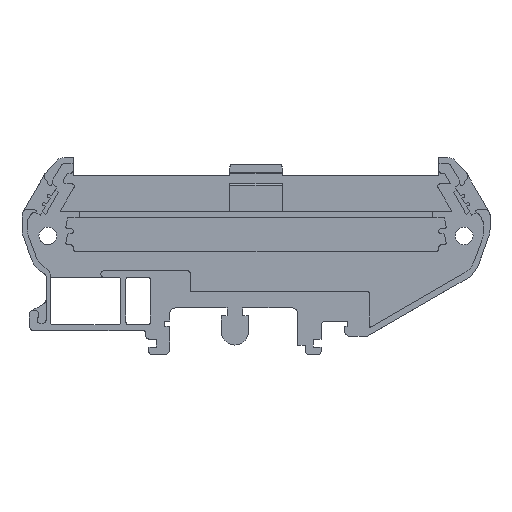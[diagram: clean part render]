
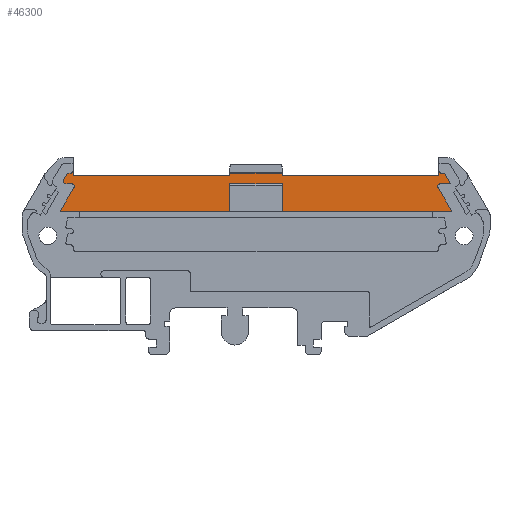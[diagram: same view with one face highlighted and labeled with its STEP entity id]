
A CAD part, top view. The second image highlights one B-rep face of the part: STEP entity #46300.
In plain terms, the highlighted planar face has unit normal (0, 0, 1).
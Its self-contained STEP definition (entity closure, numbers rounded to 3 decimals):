
#9570=CARTESIAN_POINT('',(62.828,30.592,-9.));
#9580=VERTEX_POINT('',#9570);
#9610=CARTESIAN_POINT('',(62.828,0.,-9.));
#9620=DIRECTION('',(0.,-1.,0.));
#9630=VECTOR('',#9620,1.);
#9640=LINE('',#9610,#9630);
#9650=CARTESIAN_POINT('',(62.828,29.692,-9.));
#9660=VERTEX_POINT('',#9650);
#9670=EDGE_CURVE('',#9580,#9660,#9640,.T.);
#23360=CARTESIAN_POINT('',(0.,29.692,-9.));
#23370=DIRECTION('',(-1.,0.,0.));
#23380=VECTOR('',#23370,1.);
#23390=LINE('',#23360,#23380);
#23400=CARTESIAN_POINT('',(32.828,29.692,-9.));
#23410=VERTEX_POINT('',#23400);
#23420=EDGE_CURVE('',#9660,#23410,#23390,.T.);
#27710=CARTESIAN_POINT('',(22.828,30.092,-9.));
#27720=VERTEX_POINT('',#27710);
#27750=CARTESIAN_POINT('',(22.828,0.,-9.));
#27760=DIRECTION('',(0.,1.,0.));
#27770=VECTOR('',#27760,1.);
#27780=LINE('',#27750,#27770);
#27790=CARTESIAN_POINT('',(22.828,29.692,-9.));
#27800=VERTEX_POINT('',#27790);
#27810=EDGE_CURVE('',#27800,#27720,#27780,.T.);
#29250=CARTESIAN_POINT('',(32.828,0.,-9.));
#29260=DIRECTION('',(0.,1.,0.));
#29270=VECTOR('',#29260,1.);
#29280=LINE('',#29250,#29270);
#29290=CARTESIAN_POINT('',(32.828,30.092,-9.));
#29300=VERTEX_POINT('',#29290);
#29310=EDGE_CURVE('',#23410,#29300,#29280,.T.);
#30390=CARTESIAN_POINT('',(0.,29.692,-9.));
#30400=DIRECTION('',(-1.,0.,0.));
#30410=VECTOR('',#30400,1.);
#30420=LINE('',#30390,#30410);
#30430=CARTESIAN_POINT('',(-7.172,29.692,-9.));
#30440=VERTEX_POINT('',#30430);
#30450=EDGE_CURVE('',#27800,#30440,#30420,.T.);
#31690=CARTESIAN_POINT('',(-7.172,0.,-9.));
#31700=DIRECTION('',(0.,1.,0.));
#31710=VECTOR('',#31700,1.);
#31720=LINE('',#31690,#31710);
#31730=CARTESIAN_POINT('',(-7.172,30.592,-9.));
#31740=VERTEX_POINT('',#31730);
#31750=EDGE_CURVE('',#30440,#31740,#31720,.T.);
#44470=CARTESIAN_POINT('',(31.698,6.708,-9.));
#44480=DIRECTION('',(0.,0.,-1.));
#44490=DIRECTION('',(-1.,0.,0.));
#44500=AXIS2_PLACEMENT_3D('',#44470,#44480,#44490);
#44510=PLANE('',#44500);
#44520=CARTESIAN_POINT('',(-22.838,0.,-9.));
#44530=DIRECTION('',(0.5,0.866,0.));
#44540=VECTOR('',#44530,1.);
#44550=LINE('',#44520,#44540);
#44560=CARTESIAN_POINT('',(-9.679,22.792,-9.));
#44570=VERTEX_POINT('',#44560);
#44580=CARTESIAN_POINT('',(-7.052,27.342,-9.));
#44590=VERTEX_POINT('',#44580);
#44600=EDGE_CURVE('',#44570,#44590,#44550,.T.);
#44610=ORIENTED_EDGE('',*,*,#44600,.F.);
#44620=CARTESIAN_POINT('',(-7.485,27.592,-9.));
#44630=DIRECTION('',(0.,0.,-1.));
#44640=DIRECTION('',(-1.,0.,0.));
#44650=AXIS2_PLACEMENT_3D('',#44620,#44630,#44640);
#44660=CIRCLE('',#44650,0.5);
#44670=CARTESIAN_POINT('',(-6.985,27.592,-9.));
#44680=VERTEX_POINT('',#44670);
#44690=EDGE_CURVE('',#44680,#44590,#44660,.T.);
#44700=ORIENTED_EDGE('',*,*,#44690,.T.);
#44710=CARTESIAN_POINT('',(-7.485,28.092,-9.));
#44720=VERTEX_POINT('',#44710);
#44730=EDGE_CURVE('',#44720,#44680,#44660,.T.);
#44740=ORIENTED_EDGE('',*,*,#44730,.T.);
#44750=CARTESIAN_POINT('',(0.,28.092,-9.));
#44760=DIRECTION('',(-1.,0.,0.));
#44770=VECTOR('',#44760,1.);
#44780=LINE('',#44750,#44770);
#44790=CARTESIAN_POINT('',(-8.56,28.092,-9.));
#44800=VERTEX_POINT('',#44790);
#44810=EDGE_CURVE('',#44720,#44800,#44780,.T.);
#44820=ORIENTED_EDGE('',*,*,#44810,.F.);
#44830=CARTESIAN_POINT('',(-8.56,28.592,-9.));
#44840=DIRECTION('',(0.,0.,-1.));
#44850=DIRECTION('',(-1.,0.,0.));
#44860=AXIS2_PLACEMENT_3D('',#44830,#44840,#44850);
#44870=CIRCLE('',#44860,0.5);
#44880=CARTESIAN_POINT('',(-9.06,28.592,-9.));
#44890=VERTEX_POINT('',#44880);
#44900=EDGE_CURVE('',#44800,#44890,#44870,.T.);
#44910=ORIENTED_EDGE('',*,*,#44900,.F.);
#44920=CARTESIAN_POINT('',(-8.994,28.842,-9.));
#44930=VERTEX_POINT('',#44920);
#44940=EDGE_CURVE('',#44890,#44930,#44870,.T.);
#44950=ORIENTED_EDGE('',*,*,#44940,.F.);
#44960=CARTESIAN_POINT('',(-25.646,0.,-9.));
#44970=DIRECTION('',(-0.5,-0.866,0.));
#44980=VECTOR('',#44970,1.);
#44990=LINE('',#44960,#44980);
#45000=CARTESIAN_POINT('',(-8.416,29.842,-9.));
#45010=VERTEX_POINT('',#45000);
#45020=EDGE_CURVE('',#45010,#44930,#44990,.T.);
#45030=ORIENTED_EDGE('',*,*,#45020,.T.);
#45040=CARTESIAN_POINT('',(-7.983,29.592,-9.));
#45050=DIRECTION('',(0.,0.,-1.));
#45060=DIRECTION('',(-1.,0.,0.));
#45070=AXIS2_PLACEMENT_3D('',#45040,#45050,#45060);
#45080=CIRCLE('',#45070,0.5);
#45090=CARTESIAN_POINT('',(-7.983,30.092,-9.));
#45100=VERTEX_POINT('',#45090);
#45110=EDGE_CURVE('',#45010,#45100,#45080,.T.);
#45120=ORIENTED_EDGE('',*,*,#45110,.F.);
#45130=CARTESIAN_POINT('',(0.,30.092,-9.));
#45140=DIRECTION('',(-1.,0.,0.));
#45150=VECTOR('',#45140,1.);
#45160=LINE('',#45130,#45150);
#45170=CARTESIAN_POINT('',(-7.672,30.092,-9.));
#45180=VERTEX_POINT('',#45170);
#45190=EDGE_CURVE('',#45180,#45100,#45160,.T.);
#45200=ORIENTED_EDGE('',*,*,#45190,.T.);
#45210=CARTESIAN_POINT('',(-7.672,30.592,-9.));
#45220=DIRECTION('',(0.,0.,-1.));
#45230=DIRECTION('',(-1.,0.,0.));
#45240=AXIS2_PLACEMENT_3D('',#45210,#45220,#45230);
#45250=CIRCLE('',#45240,0.5);
#45260=EDGE_CURVE('',#31740,#45180,#45250,.T.);
#45270=ORIENTED_EDGE('',*,*,#45260,.T.);
#45280=ORIENTED_EDGE('',*,*,#31750,.T.);
#45290=ORIENTED_EDGE('',*,*,#30450,.T.);
#45300=ORIENTED_EDGE('',*,*,#27810,.F.);
#45310=CARTESIAN_POINT('',(0.,30.092,-9.));
#45320=DIRECTION('',(-1.,0.,0.));
#45330=VECTOR('',#45320,1.);
#45340=LINE('',#45310,#45330);
#45350=EDGE_CURVE('',#29300,#27720,#45340,.T.);
#45360=ORIENTED_EDGE('',*,*,#45350,.T.);
#45370=ORIENTED_EDGE('',*,*,#29310,.T.);
#45380=ORIENTED_EDGE('',*,*,#23420,.T.);
#45390=ORIENTED_EDGE('',*,*,#9670,.T.);
#45400=CARTESIAN_POINT('',(63.328,30.592,-9.));
#45410=DIRECTION('',(0.,0.,-1.));
#45420=DIRECTION('',(-1.,0.,0.));
#45430=AXIS2_PLACEMENT_3D('',#45400,#45410,#45420);
#45440=CIRCLE('',#45430,0.5);
#45450=CARTESIAN_POINT('',(63.328,30.092,-9.));
#45460=VERTEX_POINT('',#45450);
#45470=EDGE_CURVE('',#45460,#9580,#45440,.T.);
#45480=ORIENTED_EDGE('',*,*,#45470,.T.);
#45490=CARTESIAN_POINT('',(0.,30.092,-9.));
#45500=DIRECTION('',(-1.,0.,0.));
#45510=VECTOR('',#45500,1.);
#45520=LINE('',#45490,#45510);
#45530=CARTESIAN_POINT('',(63.928,30.092,-9.));
#45540=VERTEX_POINT('',#45530);
#45550=EDGE_CURVE('',#45540,#45460,#45520,.T.);
#45560=ORIENTED_EDGE('',*,*,#45550,.T.);
#45570=CARTESIAN_POINT('',(81.302,0.,-9.));
#45580=DIRECTION('',(-0.5,0.866,0.));
#45590=VECTOR('',#45580,1.);
#45600=LINE('',#45570,#45590);
#45610=CARTESIAN_POINT('',(65.083,28.092,-9.));
#45620=VERTEX_POINT('',#45610);
#45630=EDGE_CURVE('',#45620,#45540,#45600,.T.);
#45640=ORIENTED_EDGE('',*,*,#45630,.T.);
#45650=CARTESIAN_POINT('',(0.,28.092,-9.));
#45660=DIRECTION('',(1.,0.,0.));
#45670=VECTOR('',#45660,1.);
#45680=LINE('',#45650,#45670);
#45690=CARTESIAN_POINT('',(63.141,28.092,-9.));
#45700=VERTEX_POINT('',#45690);
#45710=EDGE_CURVE('',#45700,#45620,#45680,.T.);
#45720=ORIENTED_EDGE('',*,*,#45710,.T.);
#45730=CARTESIAN_POINT('',(63.141,27.592,-9.));
#45740=DIRECTION('',(0.,0.,1.));
#45750=DIRECTION('',(1.,0.,0.));
#45760=AXIS2_PLACEMENT_3D('',#45730,#45740,#45750);
#45770=CIRCLE('',#45760,0.5);
#45780=CARTESIAN_POINT('',(62.641,27.592,-9.));
#45790=VERTEX_POINT('',#45780);
#45800=EDGE_CURVE('',#45700,#45790,#45770,.T.);
#45810=ORIENTED_EDGE('',*,*,#45800,.F.);
#45820=CARTESIAN_POINT('',(62.708,27.342,-9.));
#45830=VERTEX_POINT('',#45820);
#45840=EDGE_CURVE('',#45790,#45830,#45770,.T.);
#45850=ORIENTED_EDGE('',*,*,#45840,.F.);
#45860=CARTESIAN_POINT('',(78.494,0.,-9.));
#45870=DIRECTION('',(-0.5,0.866,0.));
#45880=VECTOR('',#45870,1.);
#45890=LINE('',#45860,#45880);
#45900=CARTESIAN_POINT('',(65.335,22.792,-9.));
#45910=VERTEX_POINT('',#45900);
#45920=EDGE_CURVE('',#45910,#45830,#45890,.T.);
#45930=ORIENTED_EDGE('',*,*,#45920,.T.);
#45940=CARTESIAN_POINT('',(0.,22.792,-9.));
#45950=DIRECTION('',(-1.,0.,0.));
#45960=VECTOR('',#45950,1.);
#45970=LINE('',#45940,#45960);
#45980=CARTESIAN_POINT('',(32.828,22.792,-9.));
#45990=VERTEX_POINT('',#45980);
#46000=EDGE_CURVE('',#45910,#45990,#45970,.T.);
#46010=ORIENTED_EDGE('',*,*,#46000,.F.);
#46020=CARTESIAN_POINT('',(32.828,0.,-9.));
#46030=DIRECTION('',(0.,1.,0.));
#46040=VECTOR('',#46030,1.);
#46050=LINE('',#46020,#46040);
#46060=CARTESIAN_POINT('',(32.828,28.092,-9.));
#46070=VERTEX_POINT('',#46060);
#46080=EDGE_CURVE('',#45990,#46070,#46050,.T.);
#46090=ORIENTED_EDGE('',*,*,#46080,.F.);
#46100=CARTESIAN_POINT('',(0.,28.092,-9.));
#46110=DIRECTION('',(-1.,0.,0.));
#46120=VECTOR('',#46110,1.);
#46130=LINE('',#46100,#46120);
#46140=CARTESIAN_POINT('',(22.828,28.092,-9.));
#46150=VERTEX_POINT('',#46140);
#46160=EDGE_CURVE('',#46070,#46150,#46130,.T.);
#46170=ORIENTED_EDGE('',*,*,#46160,.F.);
#46180=CARTESIAN_POINT('',(22.828,0.,-9.));
#46190=DIRECTION('',(0.,-1.,0.));
#46200=VECTOR('',#46190,1.);
#46210=LINE('',#46180,#46200);
#46220=CARTESIAN_POINT('',(22.828,22.792,-9.));
#46230=VERTEX_POINT('',#46220);
#46240=EDGE_CURVE('',#46150,#46230,#46210,.T.);
#46250=ORIENTED_EDGE('',*,*,#46240,.F.);
#46260=EDGE_CURVE('',#46230,#44570,#45970,.T.);
#46270=ORIENTED_EDGE('',*,*,#46260,.F.);
#46280=EDGE_LOOP('',(#46270,#46250,#46170,#46090,#46010,#45930,#45850,
#45810,#45720,#45640,#45560,#45480,#45390,#45380,#45370,#45360,#45300,
#45290,#45280,#45270,#45200,#45120,#45030,#44950,#44910,#44820,#44740,
#44700,#44610));
#46290=FACE_OUTER_BOUND('',#46280,.T.);
#46300=ADVANCED_FACE('',(#46290),#44510,.F.);
